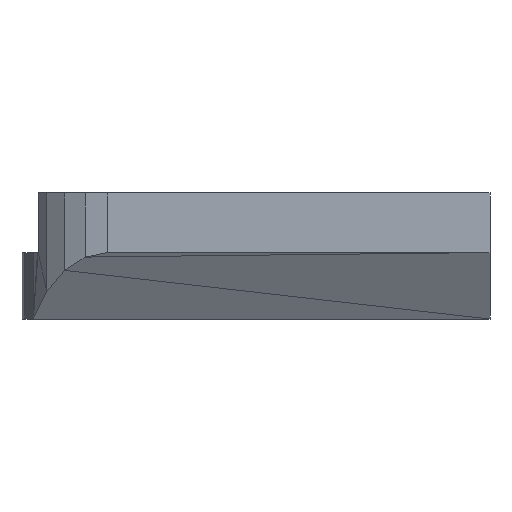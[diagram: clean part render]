
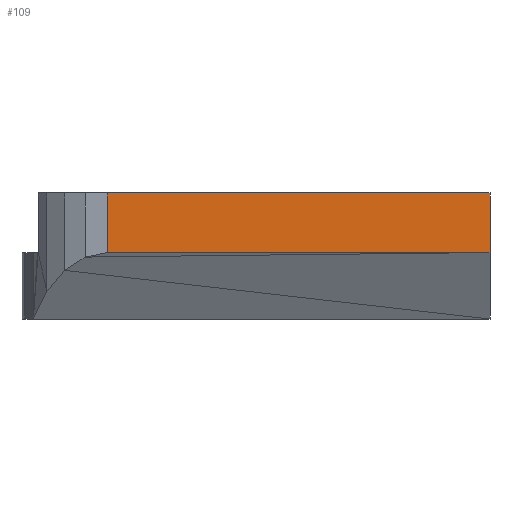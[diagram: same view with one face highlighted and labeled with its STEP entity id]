
A CAD part, left-side view. The second image highlights one B-rep face of the part: STEP entity #109.
In plain terms, the highlighted planar face has unit normal (-1, 0, 0).
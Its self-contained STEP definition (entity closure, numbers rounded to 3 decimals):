
#22 = VERTEX_POINT('',#23);
#23 = CARTESIAN_POINT('',(-10.4,88.569,2.909
    ));
#32 = PLANE('',#33);
#33 = AXIS2_PLACEMENT_3D('',#34,#35,#36);
#34 = CARTESIAN_POINT('',(-10.256,54.668,2.685)
  );
#35 = DIRECTION('',(-0.842,-0.,-0.539));
#36 = DIRECTION('',(0.539,0.,-0.842));
#44 = PLANE('',#45);
#45 = AXIS2_PLACEMENT_3D('',#46,#47,#48);
#46 = CARTESIAN_POINT('',(-10.12,90.695,8.275
    ));
#47 = DIRECTION('',(-0.991,0.131,-0.));
#48 = DIRECTION('',(-0.131,-0.991,0.));
#57 = VERTEX_POINT('',#58);
#58 = CARTESIAN_POINT('',(-10.4,16.569,2.909
    ));
#84 = EDGE_CURVE('',#22,#57,#85,.T.);
#85 = SURFACE_CURVE('',#86,(#90,#97),.PCURVE_S1.);
#86 = LINE('',#87,#88);
#87 = CARTESIAN_POINT('',(-10.4,88.569,2.909
    ));
#88 = VECTOR('',#89,1.);
#89 = DIRECTION('',(0.,-1.,0.));
#90 = PCURVE('',#32,#91);
#91 = DEFINITIONAL_REPRESENTATION('',(#92),#96);
#92 = LINE('',#93,#94);
#93 = CARTESIAN_POINT('',(-0.267,-33.901));
#94 = VECTOR('',#95,1.);
#95 = DIRECTION('',(0.,1.));
#96 = ( GEOMETRIC_REPRESENTATION_CONTEXT(2) 
PARAMETRIC_REPRESENTATION_CONTEXT() REPRESENTATION_CONTEXT('2D SPACE',''
  ) );
#97 = PCURVE('',#98,#103);
#98 = PLANE('',#99);
#99 = AXIS2_PLACEMENT_3D('',#100,#101,#102);
#100 = CARTESIAN_POINT('',(-10.4,52.569,
    8.509));
#101 = DIRECTION('',(-1.,-0.,-0.));
#102 = DIRECTION('',(0.,0.,-1.));
#103 = DEFINITIONAL_REPRESENTATION('',(#104),#108);
#104 = LINE('',#105,#106);
#105 = CARTESIAN_POINT('',(5.6,-36.));
#106 = VECTOR('',#107,1.);
#107 = DIRECTION('',(0.,1.));
#108 = ( GEOMETRIC_REPRESENTATION_CONTEXT(2) 
PARAMETRIC_REPRESENTATION_CONTEXT() REPRESENTATION_CONTEXT('2D SPACE',''
  ) );
#109 = ADVANCED_FACE('',(#110),#98,.T.);
#110 = FACE_BOUND('',#111,.T.);
#111 = EDGE_LOOP('',(#112,#135,#136,#164));
#112 = ORIENTED_EDGE('',*,*,#113,.T.);
#113 = EDGE_CURVE('',#114,#22,#116,.T.);
#114 = VERTEX_POINT('',#115);
#115 = CARTESIAN_POINT('',(-10.4,88.569,
    14.109));
#116 = SURFACE_CURVE('',#117,(#121,#128),.PCURVE_S1.);
#117 = LINE('',#118,#119);
#118 = CARTESIAN_POINT('',(-10.4,88.569,
    14.109));
#119 = VECTOR('',#120,1.);
#120 = DIRECTION('',(0.,0.,-1.));
#121 = PCURVE('',#98,#122);
#122 = DEFINITIONAL_REPRESENTATION('',(#123),#127);
#123 = LINE('',#124,#125);
#124 = CARTESIAN_POINT('',(-5.6,-36.));
#125 = VECTOR('',#126,1.);
#126 = DIRECTION('',(1.,0.));
#127 = ( GEOMETRIC_REPRESENTATION_CONTEXT(2) 
PARAMETRIC_REPRESENTATION_CONTEXT() REPRESENTATION_CONTEXT('2D SPACE',''
  ) );
#128 = PCURVE('',#44,#129);
#129 = DEFINITIONAL_REPRESENTATION('',(#130),#134);
#130 = LINE('',#131,#132);
#131 = CARTESIAN_POINT('',(2.145,5.834));
#132 = VECTOR('',#133,1.);
#133 = DIRECTION('',(-0.,-1.));
#134 = ( GEOMETRIC_REPRESENTATION_CONTEXT(2) 
PARAMETRIC_REPRESENTATION_CONTEXT() REPRESENTATION_CONTEXT('2D SPACE',''
  ) );
#135 = ORIENTED_EDGE('',*,*,#84,.T.);
#136 = ORIENTED_EDGE('',*,*,#137,.F.);
#137 = EDGE_CURVE('',#138,#57,#140,.T.);
#138 = VERTEX_POINT('',#139);
#139 = CARTESIAN_POINT('',(-10.4,16.569,
    14.109));
#140 = SURFACE_CURVE('',#141,(#145,#152),.PCURVE_S1.);
#141 = LINE('',#142,#143);
#142 = CARTESIAN_POINT('',(-10.4,16.569,
    14.109));
#143 = VECTOR('',#144,1.);
#144 = DIRECTION('',(0.,0.,-1.));
#145 = PCURVE('',#98,#146);
#146 = DEFINITIONAL_REPRESENTATION('',(#147),#151);
#147 = LINE('',#148,#149);
#148 = CARTESIAN_POINT('',(-5.6,36.));
#149 = VECTOR('',#150,1.);
#150 = DIRECTION('',(1.,0.));
#151 = ( GEOMETRIC_REPRESENTATION_CONTEXT(2) 
PARAMETRIC_REPRESENTATION_CONTEXT() REPRESENTATION_CONTEXT('2D SPACE',''
  ) );
#152 = PCURVE('',#153,#158);
#153 = PLANE('',#154);
#154 = AXIS2_PLACEMENT_3D('',#155,#156,#157);
#155 = CARTESIAN_POINT('',(5.6,16.569,3.063
    ));
#156 = DIRECTION('',(-0.,-1.,-0.));
#157 = DIRECTION('',(0.,0.,-1.));
#158 = DEFINITIONAL_REPRESENTATION('',(#159),#163);
#159 = LINE('',#160,#161);
#160 = CARTESIAN_POINT('',(-11.046,-16.));
#161 = VECTOR('',#162,1.);
#162 = DIRECTION('',(1.,0.));
#163 = ( GEOMETRIC_REPRESENTATION_CONTEXT(2) 
PARAMETRIC_REPRESENTATION_CONTEXT() REPRESENTATION_CONTEXT('2D SPACE',''
  ) );
#164 = ORIENTED_EDGE('',*,*,#165,.T.);
#165 = EDGE_CURVE('',#138,#114,#166,.T.);
#166 = SURFACE_CURVE('',#167,(#171,#178),.PCURVE_S1.);
#167 = LINE('',#168,#169);
#168 = CARTESIAN_POINT('',(-10.4,16.569,
    14.109));
#169 = VECTOR('',#170,1.);
#170 = DIRECTION('',(0.,1.,0.));
#171 = PCURVE('',#98,#172);
#172 = DEFINITIONAL_REPRESENTATION('',(#173),#177);
#173 = LINE('',#174,#175);
#174 = CARTESIAN_POINT('',(-5.6,36.));
#175 = VECTOR('',#176,1.);
#176 = DIRECTION('',(0.,-1.));
#177 = ( GEOMETRIC_REPRESENTATION_CONTEXT(2) 
PARAMETRIC_REPRESENTATION_CONTEXT() REPRESENTATION_CONTEXT('2D SPACE',''
  ) );
#178 = PCURVE('',#179,#184);
#179 = PLANE('',#180);
#180 = AXIS2_PLACEMENT_3D('',#181,#182,#183);
#181 = CARTESIAN_POINT('',(-6.813,57.937,
    14.109));
#182 = DIRECTION('',(0.,0.,1.));
#183 = DIRECTION('',(1.,0.,-0.));
#184 = DEFINITIONAL_REPRESENTATION('',(#185),#189);
#185 = LINE('',#186,#187);
#186 = CARTESIAN_POINT('',(-3.587,-41.368));
#187 = VECTOR('',#188,1.);
#188 = DIRECTION('',(0.,1.));
#189 = ( GEOMETRIC_REPRESENTATION_CONTEXT(2) 
PARAMETRIC_REPRESENTATION_CONTEXT() REPRESENTATION_CONTEXT('2D SPACE',''
  ) );
